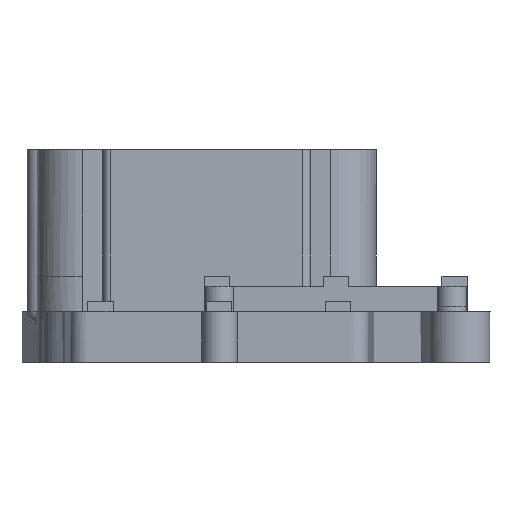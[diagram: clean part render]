
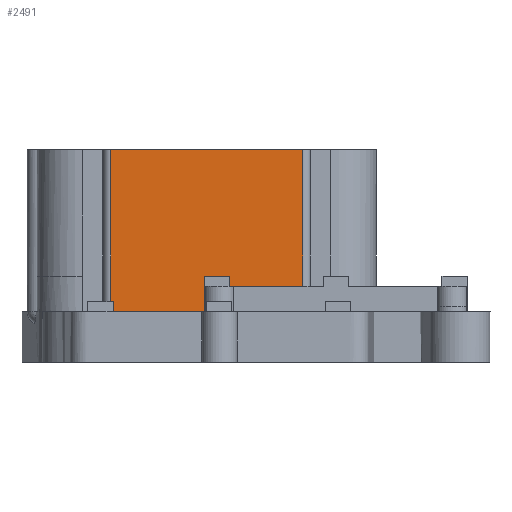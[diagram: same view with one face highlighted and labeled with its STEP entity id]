
A CAD part, front view. The second image highlights one B-rep face of the part: STEP entity #2491.
In plain terms, the highlighted planar face has unit normal (0, -1, 0).
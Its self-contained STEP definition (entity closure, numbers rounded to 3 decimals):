
#80=PLANE('',#2669);
#211=FACE_OUTER_BOUND('',#337,.T.);
#337=EDGE_LOOP('',(#1800,#1801,#1802,#1803));
#524=LINE('',#4120,#737);
#525=LINE('',#4122,#738);
#526=LINE('',#4124,#739);
#527=LINE('',#4125,#740);
#737=VECTOR('',#3021,10.);
#738=VECTOR('',#3022,10.);
#739=VECTOR('',#3023,10.);
#740=VECTOR('',#3024,10.);
#1137=VERTEX_POINT('',#4118);
#1138=VERTEX_POINT('',#4119);
#1139=VERTEX_POINT('',#4121);
#1140=VERTEX_POINT('',#4123);
#1412=EDGE_CURVE('',#1137,#1138,#524,.T.);
#1413=EDGE_CURVE('',#1139,#1138,#525,.T.);
#1414=EDGE_CURVE('',#1140,#1139,#526,.T.);
#1415=EDGE_CURVE('',#1140,#1137,#527,.T.);
#1800=ORIENTED_EDGE('',*,*,#1412,.T.);
#1801=ORIENTED_EDGE('',*,*,#1413,.F.);
#1802=ORIENTED_EDGE('',*,*,#1414,.F.);
#1803=ORIENTED_EDGE('',*,*,#1415,.T.);
#2491=ADVANCED_FACE('',(#211),#80,.T.);
#2669=AXIS2_PLACEMENT_3D('',#4117,#3019,#3020);
#3019=DIRECTION('center_axis',(0.,-1.,0.));
#3020=DIRECTION('ref_axis',(0.,0.,-1.));
#3021=DIRECTION('',(1.,0.,0.));
#3022=DIRECTION('',(0.,0.,-1.));
#3023=DIRECTION('',(1.,0.,0.));
#3024=DIRECTION('',(0.,0.,-1.));
#4117=CARTESIAN_POINT('Origin',(-10.,19.,0.));
#4118=CARTESIAN_POINT('',(-29.,19.,0.));
#4119=CARTESIAN_POINT('',(9.,19.,0.));
#4120=CARTESIAN_POINT('',(-29.,19.,0.));
#4121=CARTESIAN_POINT('',(9.,19.,42.));
#4122=CARTESIAN_POINT('',(9.,19.,42.));
#4123=CARTESIAN_POINT('',(-29.,19.,42.));
#4124=CARTESIAN_POINT('',(-29.,19.,42.));
#4125=CARTESIAN_POINT('',(-29.,19.,42.));
